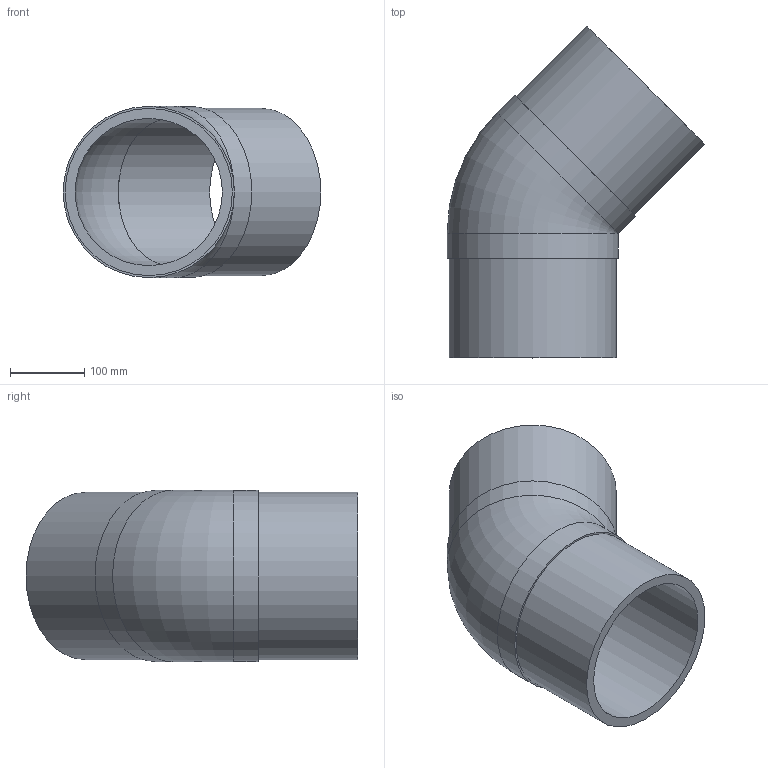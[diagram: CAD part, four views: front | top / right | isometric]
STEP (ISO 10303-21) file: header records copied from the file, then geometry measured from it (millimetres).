
FILE_DESCRIPTION(('Beschreibung'),'1');
FILE_NAME('25.15.01.063_SDR17_PE100_225.STP', '2014-09-15T05:55:56',('Author'), ('Organization'), 'KCM Version 1.1.794.0', 'Kubotek KeyCreator', 'Authorization');
FILE_SCHEMA(('CONFIG_CONTROL_DESIGN'));
Length unit declared in the file: millimetre
Bounding box: 346.76 x 446.58 x 230.36 mm (x, y, z)
Volume: 4065622.8 mm3; surface area: 589961.5 mm2
Topology: 1 solids, 1 shells, 17 faces, 57 edges, 65 vertices
Faces by surface type: plane 7, cylinder 5, cone 3, torus 2
Full cylindrical faces by diameter (mm): 198 x1, 198.2 x2, 225 x2
Entity records: 648 total; most frequent: DIRECTION 109, CARTESIAN_POINT 96, ORIENTED_EDGE 72, AXIS2_PLACEMENT_3D 41, EDGE_CURVE 36, VECTOR 27, LINE 27, VERTEX_POINT 26
